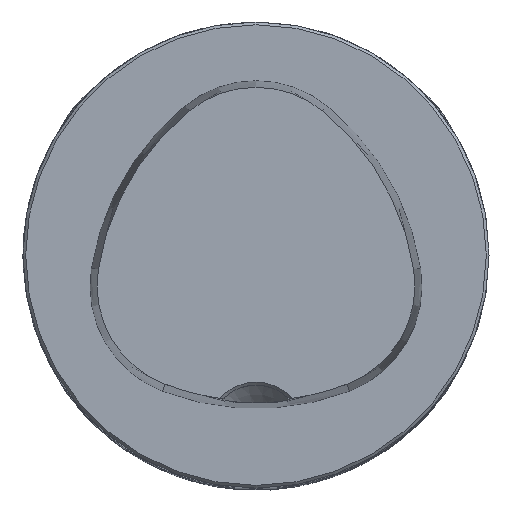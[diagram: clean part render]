
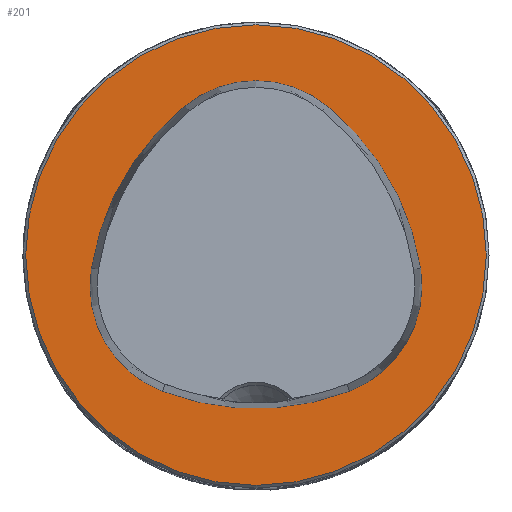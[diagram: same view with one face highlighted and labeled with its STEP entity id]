
A CAD part, top view. The second image highlights one B-rep face of the part: STEP entity #201.
In plain terms, the highlighted planar face has unit normal (0, 0, 1).
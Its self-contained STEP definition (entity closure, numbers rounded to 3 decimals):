
#119=FACE_BOUND('',#357,.T.);
#120=FACE_BOUND('',#358,.T.);
#201=ADVANCED_FACE('CU_FL_N1_SU_1',(#119,#120),#253,.T.);
#253=PLANE('',#1319);
#357=EDGE_LOOP('',(#644,#645,#646,#647,#648,#649));
#358=EDGE_LOOP('',(#650));
#427=CIRCLE('',#1310,28.075);
#429=CIRCLE('',#1313,28.075);
#430=CIRCLE('',#1314,12.075);
#431=CIRCLE('',#1315,28.075);
#432=CIRCLE('',#1316,12.075);
#433=CIRCLE('',#1317,12.075);
#434=CIRCLE('',#1318,24.7);
#644=ORIENTED_EDGE('',*,*,#1041,.F.);
#645=ORIENTED_EDGE('',*,*,#1042,.F.);
#646=ORIENTED_EDGE('',*,*,#1043,.F.);
#647=ORIENTED_EDGE('',*,*,#1044,.F.);
#648=ORIENTED_EDGE('',*,*,#1038,.F.);
#649=ORIENTED_EDGE('',*,*,#1045,.F.);
#650=ORIENTED_EDGE('',*,*,#1046,.T.);
#908=VERTEX_POINT('',#2343);
#909=VERTEX_POINT('',#2345);
#911=VERTEX_POINT('',#2351);
#912=VERTEX_POINT('',#2352);
#913=VERTEX_POINT('',#2354);
#914=VERTEX_POINT('',#2356);
#915=VERTEX_POINT('',#2360);
#1038=EDGE_CURVE('',#908,#909,#427,.T.);
#1041=EDGE_CURVE('',#911,#912,#429,.T.);
#1042=EDGE_CURVE('',#913,#911,#430,.T.);
#1043=EDGE_CURVE('',#914,#913,#431,.T.);
#1044=EDGE_CURVE('',#909,#914,#432,.T.);
#1045=EDGE_CURVE('',#912,#908,#433,.T.);
#1046=EDGE_CURVE('',#915,#915,#434,.T.);
#1310=AXIS2_PLACEMENT_3D('',#2344,#1536,#1537);
#1313=AXIS2_PLACEMENT_3D('',#2350,#1543,#1544);
#1314=AXIS2_PLACEMENT_3D('',#2353,#1545,#1546);
#1315=AXIS2_PLACEMENT_3D('',#2355,#1547,#1548);
#1316=AXIS2_PLACEMENT_3D('',#2357,#1549,#1550);
#1317=AXIS2_PLACEMENT_3D('',#2358,#1551,#1552);
#1318=AXIS2_PLACEMENT_3D('',#2359,#1553,#1554);
#1319=AXIS2_PLACEMENT_3D('',#2361,#1555,#1556);
#1536=DIRECTION('',(0.,0.,1.));
#1537=DIRECTION('',(1.,0.,0.));
#1543=DIRECTION('',(0.,0.,1.));
#1544=DIRECTION('',(1.,0.,0.));
#1545=DIRECTION('',(0.,0.,1.));
#1546=DIRECTION('',(1.,0.,0.));
#1547=DIRECTION('',(0.,0.,1.));
#1548=DIRECTION('',(1.,0.,0.));
#1549=DIRECTION('',(0.,0.,1.));
#1550=DIRECTION('',(1.,0.,0.));
#1551=DIRECTION('',(0.,0.,1.));
#1552=DIRECTION('',(1.,0.,0.));
#1553=DIRECTION('',(0.,0.,1.));
#1554=DIRECTION('',(1.,0.,0.));
#1555=DIRECTION('',(0.,0.,1.));
#1556=DIRECTION('',(1.,0.,0.));
#2343=CARTESIAN_POINT('',(-10.05,-14.595,0.));
#2344=CARTESIAN_POINT('',(0.,11.62,0.));
#2345=CARTESIAN_POINT('',(10.05,-14.595,0.));
#2350=CARTESIAN_POINT('',(10.078,-5.807,0.));
#2351=CARTESIAN_POINT('',(-7.606,15.999,0.));
#2352=CARTESIAN_POINT('',(-17.656,-1.443,0.));
#2353=CARTESIAN_POINT('',(0.,6.62,0.));
#2354=CARTESIAN_POINT('',(7.606,15.999,0.));
#2355=CARTESIAN_POINT('',(-10.078,-5.807,0.));
#2356=CARTESIAN_POINT('',(17.656,-1.443,0.));
#2357=CARTESIAN_POINT('',(5.727,-3.32,0.));
#2358=CARTESIAN_POINT('',(-5.727,-3.32,0.));
#2359=CARTESIAN_POINT('',(0.,0.,0.));
#2360=CARTESIAN_POINT('',(24.7,0.,0.));
#2361=CARTESIAN_POINT('',(0.,0.,0.));
